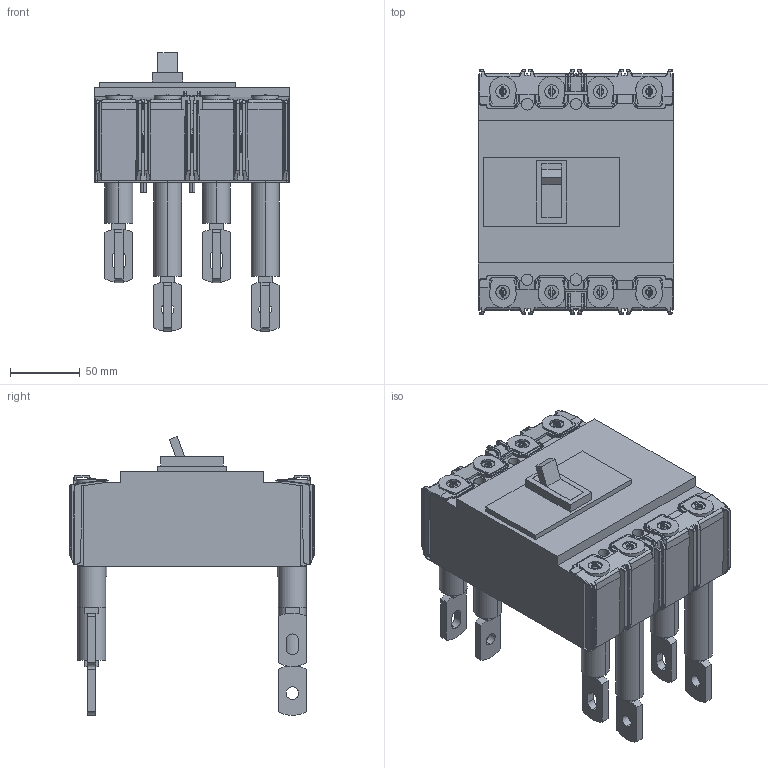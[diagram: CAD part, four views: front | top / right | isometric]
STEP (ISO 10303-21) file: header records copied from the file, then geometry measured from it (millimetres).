
FILE_DESCRIPTION(('CoCreate Modeling STEP Export'),'2;1');
FILE_NAME('ＰＶＳ２５０ＳＤＬ４Ｒ.stp','2016-03-25T 8:37:08',(''),(''),'CoCreate Modeling STEP processor for AP214 (Solid Model)','CoCreate Modeling 17.0 01-Apr-2010 (C) Parametric Technology GmbH','');
FILE_SCHEMA(('AUTOMOTIVE_DESIGN { 1 0 10303 214 1 1 1 1 }'));
Length unit declared in the file: millimetre
Products named in the file (11): P2.2; P2.3; P3.3; P1; P6.1; P5.1; P7.1; P8; P4; P4.1; ＰＶＳ２５０ＳＤＬ４Ｒ
Assembly tree (23 placements, depth 2):
  ＰＶＳ２５０ＳＤＬ４Ｒ
    P4.1
    P4
    P7.1  x2
    P2.3  x2
    P2.2  x2
    P3.3  x8
    P8  x2
    P6.1  x2
    P5.1  x2
    P1
Bounding box: 140 x 175.6 x 200.13 mm (x, y, z)
Volume: 1580728.8 mm3; surface area: 229614.1 mm2
Topology: 23 solids, 23 shells, 1737 faces, 4585 edges, 2969 vertices
Faces by surface type: plane 1065, cylinder 520, torus 76, bspline 64, extrusion 12
Entity records: 58708 total; most frequent: CARTESIAN_POINT 21404, ORIENTED_EDGE 8138, DIRECTION 6855, EDGE_CURVE 4069, VECTOR 2767, LINE 2755, VERTEX_POINT 2635, AXIS2_PLACEMENT_3D 2044
